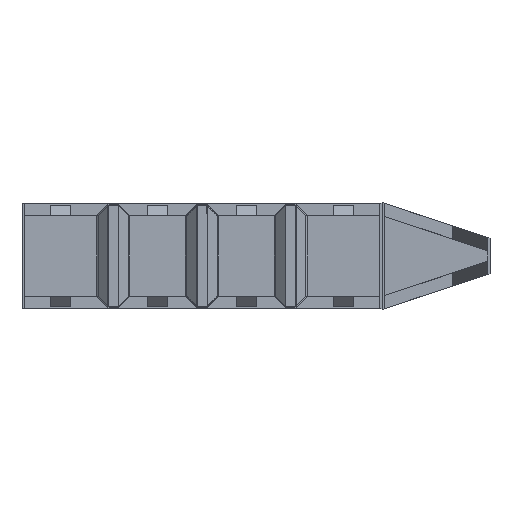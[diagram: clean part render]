
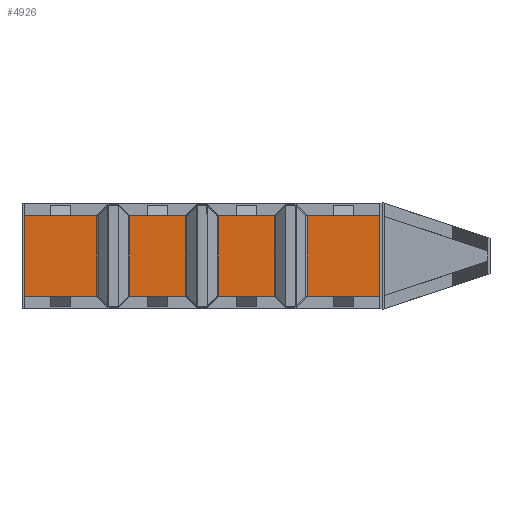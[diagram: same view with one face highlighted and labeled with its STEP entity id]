
A CAD part, front view. The second image highlights one B-rep face of the part: STEP entity #4926.
In plain terms, the highlighted planar face has unit normal (0, -1, 0).
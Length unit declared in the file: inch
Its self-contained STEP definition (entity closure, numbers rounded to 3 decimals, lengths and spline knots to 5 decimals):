
#207 = EDGE_LOOP ( 'NONE', ( #10488, #3193, #759, #11346 ) ) ;
#397 = CARTESIAN_POINT ( 'NONE',  ( 0., -0.25, 0. ) ) ;
#759 = ORIENTED_EDGE ( 'NONE', *, *, #1075, .F. ) ;
#1075 = EDGE_CURVE ( 'NONE', #11073, #2719, #1399, .T. ) ;
#1387 = PLANE ( 'NONE',  #12170 ) ;
#1399 = LINE ( 'NONE', #8412, #11414 ) ;
#2472 = VECTOR ( 'NONE', #7303, 39.37008 ) ;
#2719 = VERTEX_POINT ( 'NONE', #5535 ) ;
#3091 = CARTESIAN_POINT ( 'NONE',  ( 0., -0.25, 4.03 ) ) ;
#3193 = ORIENTED_EDGE ( 'NONE', *, *, #7281, .F. ) ;
#4173 = LINE ( 'NONE', #12227, #4322 ) ;
#4322 = VECTOR ( 'NONE', #12102, 39.37008 ) ;
#4926 = ADVANCED_FACE ( 'NONE', ( #8535 ), #1387, .T. ) ;
#5448 = LINE ( 'NONE', #6230, #2472 ) ;
#5535 = CARTESIAN_POINT ( 'NONE',  ( -17.75, -0.25, 4.03 ) ) ;
#6230 = CARTESIAN_POINT ( 'NONE',  ( 0., -0.25, -4.03 ) ) ;
#6418 = DIRECTION ( 'NONE',  ( 0., 0., -1. ) ) ;
#6497 = DIRECTION ( 'NONE',  ( 0., 0., 1. ) ) ;
#6559 = CARTESIAN_POINT ( 'NONE',  ( 17.75, -0.25, 4.03 ) ) ;
#7281 = EDGE_CURVE ( 'NONE', #2719, #11715, #11208, .T. ) ;
#7303 = DIRECTION ( 'NONE',  ( -1., 0., 0. ) ) ;
#8250 = VECTOR ( 'NONE', #12337, 39.37008 ) ;
#8412 = CARTESIAN_POINT ( 'NONE',  ( -17.75, -0.25, 0. ) ) ;
#8535 = FACE_OUTER_BOUND ( 'NONE', #207, .T. ) ;
#9542 = VERTEX_POINT ( 'NONE', #11713 ) ;
#10467 = EDGE_CURVE ( 'NONE', #11715, #9542, #4173, .T. ) ;
#10488 = ORIENTED_EDGE ( 'NONE', *, *, #10467, .F. ) ;
#11073 = VERTEX_POINT ( 'NONE', #11668 ) ;
#11208 = LINE ( 'NONE', #3091, #8250 ) ;
#11346 = ORIENTED_EDGE ( 'NONE', *, *, #11629, .F. ) ;
#11414 = VECTOR ( 'NONE', #6497, 39.37008 ) ;
#11530 = DIRECTION ( 'NONE',  ( 0., -1., 0. ) ) ;
#11629 = EDGE_CURVE ( 'NONE', #9542, #11073, #5448, .T. ) ;
#11668 = CARTESIAN_POINT ( 'NONE',  ( -17.75, -0.25, -4.03 ) ) ;
#11713 = CARTESIAN_POINT ( 'NONE',  ( 17.75, -0.25, -4.03 ) ) ;
#11715 = VERTEX_POINT ( 'NONE', #6559 ) ;
#12102 = DIRECTION ( 'NONE',  ( 0., 0., -1. ) ) ;
#12170 = AXIS2_PLACEMENT_3D ( 'NONE', #397, #11530, #6418 ) ;
#12227 = CARTESIAN_POINT ( 'NONE',  ( 17.75, -0.25, 0. ) ) ;
#12337 = DIRECTION ( 'NONE',  ( 1., 0., 0. ) ) ;
